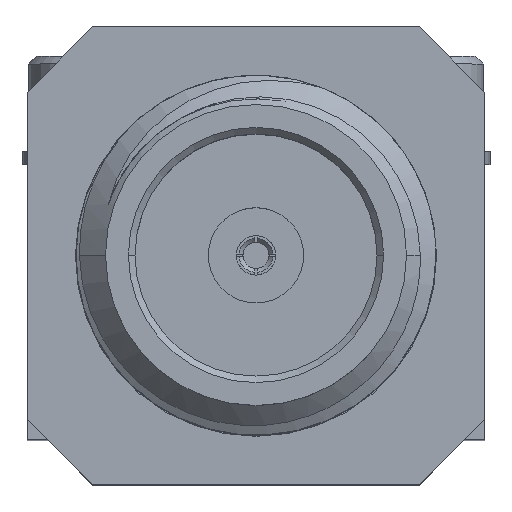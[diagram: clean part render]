
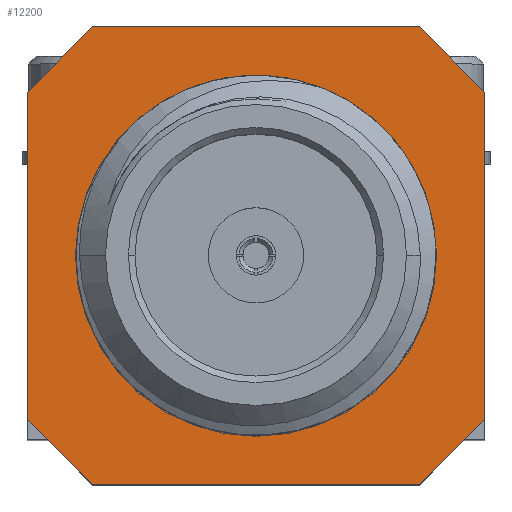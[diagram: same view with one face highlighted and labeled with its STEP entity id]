
A CAD part, top view. The second image highlights one B-rep face of the part: STEP entity #12200.
In plain terms, the highlighted planar face has unit normal (0, 0, 1).
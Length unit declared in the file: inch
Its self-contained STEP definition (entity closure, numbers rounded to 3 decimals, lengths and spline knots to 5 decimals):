
#15 = EDGE_LOOP ( 'NONE', ( #3920, #12685 ) ) ;
#168 = ORIENTED_EDGE ( 'NONE', *, *, #8029, .T. ) ;
#463 = AXIS2_PLACEMENT_3D ( 'NONE', #7893, #8885, #1922 ) ;
#471 = LINE ( 'NONE', #6209, #7575 ) ;
#1178 = DIRECTION ( 'NONE',  ( 0.707, -0.707, 0. ) ) ;
#1194 = LINE ( 'NONE', #10066, #12482 ) ;
#1494 = VERTEX_POINT ( 'NONE', #3305 ) ;
#1523 = LINE ( 'NONE', #1620, #11847 ) ;
#1620 = CARTESIAN_POINT ( 'NONE',  ( 0.125, -0.175, 0. ) ) ;
#1668 = CARTESIAN_POINT ( 'NONE',  ( 0.175, 0.125, 0. ) ) ;
#1802 = ORIENTED_EDGE ( 'NONE', *, *, #10985, .T. ) ;
#1922 = DIRECTION ( 'NONE',  ( 1., 0., 0. ) ) ;
#2044 = DIRECTION ( 'NONE',  ( 0., 1., 0. ) ) ;
#2193 = CARTESIAN_POINT ( 'NONE',  ( 0., 0., 0. ) ) ;
#3141 = CARTESIAN_POINT ( 'NONE',  ( -0.138, 0., 0. ) ) ;
#3200 = VECTOR ( 'NONE', #1178, 39.37008 ) ;
#3305 = CARTESIAN_POINT ( 'NONE',  ( 0.125, 0.175, 0. ) ) ;
#3398 = CARTESIAN_POINT ( 'NONE',  ( -0.125, -0.175, 0. ) ) ;
#3776 = EDGE_LOOP ( 'NONE', ( #11782, #1802, #168, #11928, #11973, #6824, #9825, #9510 ) ) ;
#3826 = DIRECTION ( 'NONE',  ( 1., 0., 0. ) ) ;
#3842 = LINE ( 'NONE', #1668, #11434 ) ;
#3891 = VERTEX_POINT ( 'NONE', #5901 ) ;
#3920 = ORIENTED_EDGE ( 'NONE', *, *, #10164, .F. ) ;
#4005 = EDGE_CURVE ( 'NONE', #9518, #11057, #9622, .T. ) ;
#4213 = CARTESIAN_POINT ( 'NONE',  ( -0.175, 0.125, 0. ) ) ;
#4359 = CARTESIAN_POINT ( 'NONE',  ( 0., 0., 0. ) ) ;
#4553 = VERTEX_POINT ( 'NONE', #12224 ) ;
#4745 = FACE_BOUND ( 'NONE', #15, .T. ) ;
#5277 = DIRECTION ( 'NONE',  ( -1., 0., 0. ) ) ;
#5428 = VERTEX_POINT ( 'NONE', #5438 ) ;
#5438 = CARTESIAN_POINT ( 'NONE',  ( -0.175, -0.125, 0. ) ) ;
#5600 = VERTEX_POINT ( 'NONE', #9905 ) ;
#5668 = CARTESIAN_POINT ( 'NONE',  ( 0.138, 0., 0. ) ) ;
#5727 = EDGE_CURVE ( 'NONE', #1494, #5600, #471, .T. ) ;
#5901 = CARTESIAN_POINT ( 'NONE',  ( 0.175, -0.125, 0. ) ) ;
#6025 = EDGE_CURVE ( 'NONE', #8822, #1494, #3842, .T. ) ;
#6146 = VECTOR ( 'NONE', #9838, 39.37008 ) ;
#6209 = CARTESIAN_POINT ( 'NONE',  ( -0.175, 0.175, 0. ) ) ;
#6565 = EDGE_CURVE ( 'NONE', #5600, #10679, #10489, .T. ) ;
#6824 = ORIENTED_EDGE ( 'NONE', *, *, #6565, .T. ) ;
#6916 = CIRCLE ( 'NONE', #463, 0.138 ) ;
#7033 = FACE_OUTER_BOUND ( 'NONE', #3776, .T. ) ;
#7199 = PLANE ( 'NONE',  #9589 ) ;
#7200 = VECTOR ( 'NONE', #10202, 39.37008 ) ;
#7290 = DIRECTION ( 'NONE',  ( -1., 0., 0. ) ) ;
#7388 = EDGE_CURVE ( 'NONE', #5428, #9145, #12646, .T. ) ;
#7575 = VECTOR ( 'NONE', #5277, 39.37008 ) ;
#7893 = CARTESIAN_POINT ( 'NONE',  ( 0., 0., 0. ) ) ;
#8029 = EDGE_CURVE ( 'NONE', #3891, #8822, #1194, .T. ) ;
#8214 = DIRECTION ( 'NONE',  ( 0., 0., 1. ) ) ;
#8613 = LINE ( 'NONE', #9684, #8750 ) ;
#8750 = VECTOR ( 'NONE', #3826, 39.37008 ) ;
#8822 = VERTEX_POINT ( 'NONE', #9857 ) ;
#8885 = DIRECTION ( 'NONE',  ( 0., 0., 1. ) ) ;
#9145 = VERTEX_POINT ( 'NONE', #3398 ) ;
#9154 = EDGE_CURVE ( 'NONE', #10679, #5428, #9841, .T. ) ;
#9184 = CARTESIAN_POINT ( 'NONE',  ( -0.175, -0.175, 0. ) ) ;
#9510 = ORIENTED_EDGE ( 'NONE', *, *, #7388, .T. ) ;
#9518 = VERTEX_POINT ( 'NONE', #3141 ) ;
#9589 = AXIS2_PLACEMENT_3D ( 'NONE', #4359, #10242, #7290 ) ;
#9622 = CIRCLE ( 'NONE', #12486, 0.138 ) ;
#9684 = CARTESIAN_POINT ( 'NONE',  ( -0.175, -0.175, 0. ) ) ;
#9825 = ORIENTED_EDGE ( 'NONE', *, *, #9154, .T. ) ;
#9838 = DIRECTION ( 'NONE',  ( -0.707, -0.707, 0. ) ) ;
#9841 = LINE ( 'NONE', #9184, #7200 ) ;
#9857 = CARTESIAN_POINT ( 'NONE',  ( 0.175, 0.125, 0. ) ) ;
#9905 = CARTESIAN_POINT ( 'NONE',  ( -0.125, 0.175, 0. ) ) ;
#10066 = CARTESIAN_POINT ( 'NONE',  ( 0.175, -0.175, 0. ) ) ;
#10164 = EDGE_CURVE ( 'NONE', #11057, #9518, #6916, .T. ) ;
#10202 = DIRECTION ( 'NONE',  ( 0., -1., 0. ) ) ;
#10242 = DIRECTION ( 'NONE',  ( 0., 0., -1. ) ) ;
#10489 = LINE ( 'NONE', #10895, #6146 ) ;
#10679 = VERTEX_POINT ( 'NONE', #4213 ) ;
#10895 = CARTESIAN_POINT ( 'NONE',  ( -0.125, 0.175, 0. ) ) ;
#10985 = EDGE_CURVE ( 'NONE', #4553, #3891, #1523, .T. ) ;
#11057 = VERTEX_POINT ( 'NONE', #5668 ) ;
#11133 = DIRECTION ( 'NONE',  ( 1., 0., 0. ) ) ;
#11434 = VECTOR ( 'NONE', #12554, 39.37008 ) ;
#11782 = ORIENTED_EDGE ( 'NONE', *, *, #11820, .T. ) ;
#11820 = EDGE_CURVE ( 'NONE', #9145, #4553, #8613, .T. ) ;
#11847 = VECTOR ( 'NONE', #12494, 39.37008 ) ;
#11928 = ORIENTED_EDGE ( 'NONE', *, *, #6025, .T. ) ;
#11973 = ORIENTED_EDGE ( 'NONE', *, *, #5727, .T. ) ;
#12096 = CARTESIAN_POINT ( 'NONE',  ( -0.175, -0.125, 0. ) ) ;
#12200 = ADVANCED_FACE ( 'NONE', ( #4745, #7033 ), #7199, .F. ) ;
#12224 = CARTESIAN_POINT ( 'NONE',  ( 0.125, -0.175, 0. ) ) ;
#12482 = VECTOR ( 'NONE', #2044, 39.37008 ) ;
#12486 = AXIS2_PLACEMENT_3D ( 'NONE', #2193, #8214, #11133 ) ;
#12494 = DIRECTION ( 'NONE',  ( 0.707, 0.707, 0. ) ) ;
#12554 = DIRECTION ( 'NONE',  ( -0.707, 0.707, 0. ) ) ;
#12646 = LINE ( 'NONE', #12096, #3200 ) ;
#12685 = ORIENTED_EDGE ( 'NONE', *, *, #4005, .F. ) ;
